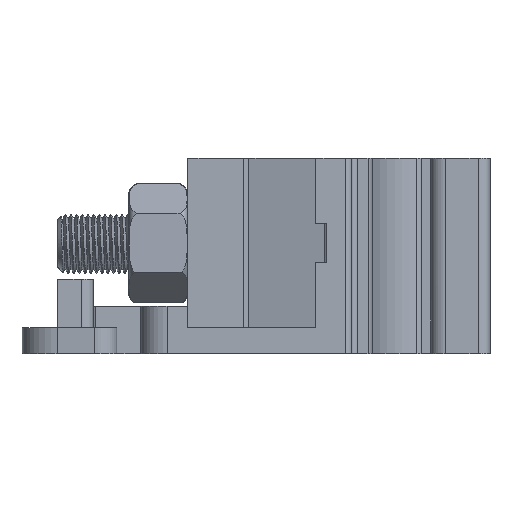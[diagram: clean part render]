
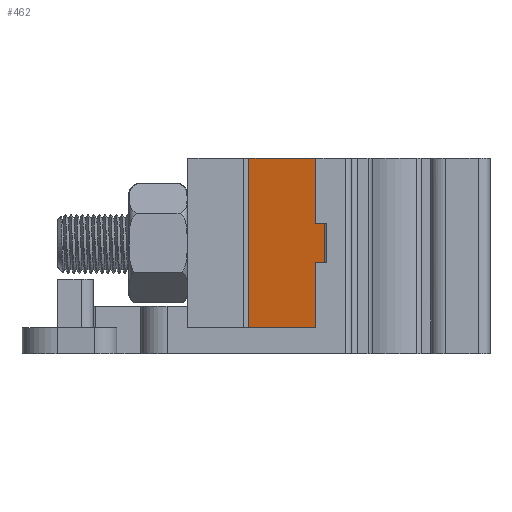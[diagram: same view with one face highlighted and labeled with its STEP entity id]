
A CAD part, left-side view. The second image highlights one B-rep face of the part: STEP entity #462.
In plain terms, the highlighted planar face has unit normal (-0.973, 0.232, 0).
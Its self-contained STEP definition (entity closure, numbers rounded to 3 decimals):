
#462 = ADVANCED_FACE( '', ( #1337 ), #1338, .T. );
#1337 = FACE_OUTER_BOUND( '', #3095, .T. );
#1338 = PLANE( '', #3096 );
#3095 = EDGE_LOOP( '', ( #6790, #6791, #6792, #6793 ) );
#3096 = AXIS2_PLACEMENT_3D( '', #6794, #6795, #6796 );
#6790 = ORIENTED_EDGE( '', *, *, #9332, .T. );
#6791 = ORIENTED_EDGE( '', *, *, #9133, .T. );
#6792 = ORIENTED_EDGE( '', *, *, #9333, .T. );
#6793 = ORIENTED_EDGE( '', *, *, #9334, .T. );
#6794 = CARTESIAN_POINT( '', ( 3946.915, 3272.761, 0.1 ) );
#6795 = DIRECTION( '', ( -0.973, 0.232, 0. ) );
#6796 = DIRECTION( '', ( 0.232, 0.973, 0. ) );
#9133 = EDGE_CURVE( '', #10511, #10509, #10512, .T. );
#9332 = EDGE_CURVE( '', #10837, #10511, #10838, .F. );
#9333 = EDGE_CURVE( '', #10509, #10839, #10840, .T. );
#9334 = EDGE_CURVE( '', #10839, #10837, #10841, .F. );
#10509 = VERTEX_POINT( '', #12638 );
#10511 = VERTEX_POINT( '', #12641 );
#10512 = LINE( '', #12642, #12643 );
#10837 = VERTEX_POINT( '', #14434 );
#10838 = LINE( '', #14435, #14436 );
#10839 = VERTEX_POINT( '', #14437 );
#10840 = LINE( '', #14438, #14439 );
#10841 = LINE( '', #14440, #14441 );
#12638 = CARTESIAN_POINT( '', ( 3948.465, 3279.251, -0.001 ) );
#12641 = CARTESIAN_POINT( '', ( 3946.939, 3272.858, -0.001 ) );
#12642 = CARTESIAN_POINT( '', ( 3946.915, 3272.761, -0.001 ) );
#12643 = VECTOR( '', #17965, 1000. );
#14434 = CARTESIAN_POINT( '', ( 3946.939, 3272.858, -14.3 ) );
#14435 = CARTESIAN_POINT( '', ( 3946.939, 3272.858, 0.1 ) );
#14436 = VECTOR( '', #18169, 1000. );
#14437 = CARTESIAN_POINT( '', ( 3948.465, 3279.251, -14.3 ) );
#14438 = CARTESIAN_POINT( '', ( 3948.465, 3279.251, -0.1 ) );
#14439 = VECTOR( '', #18170, 1000. );
#14440 = CARTESIAN_POINT( '', ( 3946.915, 3272.761, -14.3 ) );
#14441 = VECTOR( '', #18171, 1000. );
#17965 = DIRECTION( '', ( 0.232, 0.973, 0. ) );
#18169 = DIRECTION( '', ( 0., 0., -1. ) );
#18170 = DIRECTION( '', ( 0., 0., -1. ) );
#18171 = DIRECTION( '', ( 0.232, 0.973, 0. ) );
